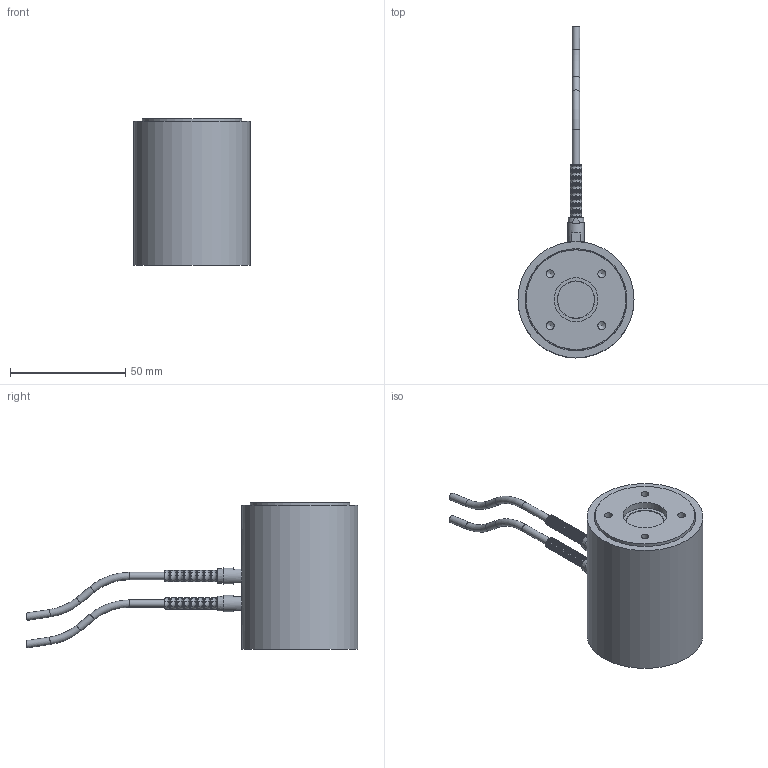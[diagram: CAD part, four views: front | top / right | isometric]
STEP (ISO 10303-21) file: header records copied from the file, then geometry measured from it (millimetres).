
FILE_DESCRIPTION((''),'2;1');
FILE_NAME('FI1193-C.stp','2011-02-28T10:43:37',('thomasl'),(''),'Autodesk Inventor 2011','Autodesk Inventor 2011','');
FILE_SCHEMA(('AUTOMOTIVE_DESIGN { 1 0 10303 214 1 1 1 1 }'));
Length unit declared in the file: inch
Products named in the file (2): FI1193-C (SubstituteLevelofDetail1); FI1193-C_Substitute_6
Assembly tree (1 placements, depth 2):
  FI1193-C (SubstituteLevelofDetail1)
    FI1193-C_Substitute_6
Bounding box: 50.29 x 143.75 x 63.5 mm (x, y, z)
Volume: 119798.2 mm3; surface area: 36693.9 mm2
Topology: 1 solids, 6 shells, 386 faces, 1235 edges, 785 vertices
Faces by surface type: cylinder 133, plane 110, torus 110, cone 33
Full cylindrical faces by diameter (mm): 3.048 x2, 3.175 x6, 3.454 x8, 4.064 x2, 4.801 x6, 4.851 x2, 5.207 x2, 5.334 x2, 5.715 x2, 5.791 x2, 7.061 x2, 11.989 x1, 12.294 x1, 16.002 x1, 16.256 x1, 19.05 x2, 43.18 x1, 43.815 x1, 43.917 x1, 44.171 x1, 50.292 x1
Entity records: 13668 total; most frequent: CARTESIAN_POINT 3207, DIRECTION 2030, ORIENTED_EDGE 2012, EDGE_CURVE 1006, AXIS2_PLACEMENT_3D 837, VERTEX_POINT 730, EDGE_LOOP 644, CIRCLE 448
